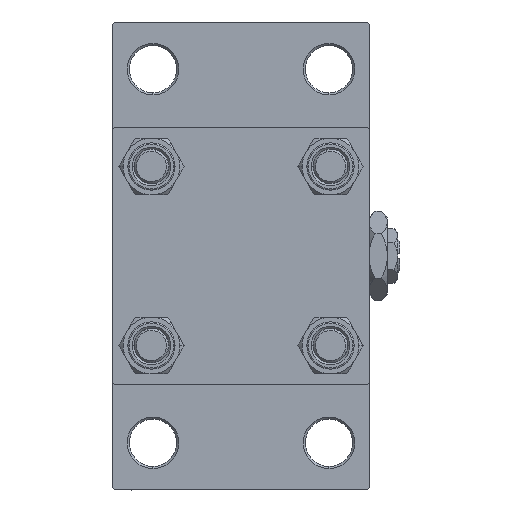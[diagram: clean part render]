
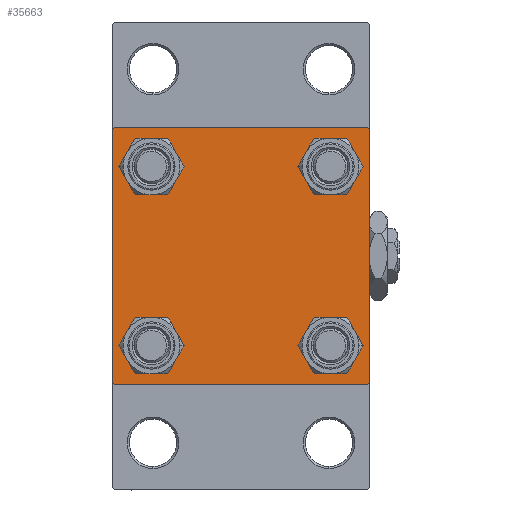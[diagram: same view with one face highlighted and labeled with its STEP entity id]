
A CAD part, left-side view. The second image highlights one B-rep face of the part: STEP entity #35663.
In plain terms, the highlighted planar face has unit normal (-1, 0, 0).
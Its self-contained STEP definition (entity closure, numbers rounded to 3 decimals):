
#252 = DIRECTION ( 'NONE',  ( 0., 0., 1. ) ) ;
#264 = DIRECTION ( 'NONE',  ( 1., 0., 0. ) ) ;
#748 = LINE ( 'NONE', #3987, #15154 ) ;
#804 = LINE ( 'NONE', #3800, #10377 ) ;
#2017 = EDGE_CURVE ( 'NONE', #9723, #33240, #21614, .T. ) ;
#2078 = VERTEX_POINT ( 'NONE', #45223 ) ;
#2389 = VERTEX_POINT ( 'NONE', #43956 ) ;
#2560 = DIRECTION ( 'NONE',  ( 0., 0., 1. ) ) ;
#2716 = VERTEX_POINT ( 'NONE', #48557 ) ;
#2933 = CARTESIAN_POINT ( 'NONE',  ( 0., -30., 29.5 ) ) ;
#3137 = DIRECTION ( 'NONE',  ( 0., 0., 1. ) ) ;
#3180 = EDGE_CURVE ( 'NONE', #2078, #36150, #15294, .T. ) ;
#3610 = CIRCLE ( 'NONE', #6765, 4.5 ) ;
#3800 = CARTESIAN_POINT ( 'NONE',  ( 0., 29.75, -29.75 ) ) ;
#3949 = DIRECTION ( 'NONE',  ( 1., 0., 0. ) ) ;
#3987 = CARTESIAN_POINT ( 'NONE',  ( 0., 29.75, 29.75 ) ) ;
#4093 = AXIS2_PLACEMENT_3D ( 'NONE', #40282, #44258, #3137 ) ;
#4726 = CARTESIAN_POINT ( 'NONE',  ( 0., -20.85, -20.85 ) ) ;
#5967 = CARTESIAN_POINT ( 'NONE',  ( 0., 20.85, -25.35 ) ) ;
#6044 = ORIENTED_EDGE ( 'NONE', *, *, #18830, .T. ) ;
#6301 = DIRECTION ( 'NONE',  ( 0., 0., 1. ) ) ;
#6765 = AXIS2_PLACEMENT_3D ( 'NONE', #7622, #11614, #49220 ) ;
#7184 = LINE ( 'NONE', #11910, #17918 ) ;
#7622 = CARTESIAN_POINT ( 'NONE',  ( 0., 20.85, -20.85 ) ) ;
#7655 = EDGE_LOOP ( 'NONE', ( #16861, #32199, #9620, #46716, #12841, #14180, #46122, #25020 ) ) ;
#8047 = CARTESIAN_POINT ( 'NONE',  ( 0., 30., -30. ) ) ;
#8231 = DIRECTION ( 'NONE',  ( 0., 0., 1. ) ) ;
#9620 = ORIENTED_EDGE ( 'NONE', *, *, #10154, .T. ) ;
#9723 = VERTEX_POINT ( 'NONE', #19697 ) ;
#9935 = AXIS2_PLACEMENT_3D ( 'NONE', #17758, #17271, #2560 ) ;
#10154 = EDGE_CURVE ( 'NONE', #2716, #34080, #41444, .T. ) ;
#10377 = VECTOR ( 'NONE', #19738, 1000. ) ;
#10489 = VECTOR ( 'NONE', #27252, 1000. ) ;
#10812 = CARTESIAN_POINT ( 'NONE',  ( 0., -30., 30. ) ) ;
#10960 = FACE_BOUND ( 'NONE', #31562, .T. ) ;
#11172 = VECTOR ( 'NONE', #48718, 1000. ) ;
#11614 = DIRECTION ( 'NONE',  ( 1., 0., 0. ) ) ;
#11673 = DIRECTION ( 'NONE',  ( 0., 0., 1. ) ) ;
#11910 = CARTESIAN_POINT ( 'NONE',  ( 0., 30., 30. ) ) ;
#12007 = LINE ( 'NONE', #27188, #21636 ) ;
#12137 = AXIS2_PLACEMENT_3D ( 'NONE', #20282, #35489, #6301 ) ;
#12475 = DIRECTION ( 'NONE',  ( 0., 0.707, -0.707 ) ) ;
#12841 = ORIENTED_EDGE ( 'NONE', *, *, #25641, .F. ) ;
#13278 = VERTEX_POINT ( 'NONE', #13392 ) ;
#13392 = CARTESIAN_POINT ( 'NONE',  ( 0., 20.85, -16.35 ) ) ;
#14146 = ORIENTED_EDGE ( 'NONE', *, *, #26570, .T. ) ;
#14180 = ORIENTED_EDGE ( 'NONE', *, *, #40786, .T. ) ;
#14446 = FACE_OUTER_BOUND ( 'NONE', #7655, .T. ) ;
#15154 = VECTOR ( 'NONE', #12475, 1000. ) ;
#15175 = EDGE_CURVE ( 'NONE', #39676, #2716, #804, .T. ) ;
#15294 = CIRCLE ( 'NONE', #12137, 4.5 ) ;
#15523 = DIRECTION ( 'NONE',  ( 0., -1., 0. ) ) ;
#16248 = VERTEX_POINT ( 'NONE', #5967 ) ;
#16861 = ORIENTED_EDGE ( 'NONE', *, *, #46049, .T. ) ;
#17174 = VERTEX_POINT ( 'NONE', #31818 ) ;
#17271 = DIRECTION ( 'NONE',  ( 1., 0., 0. ) ) ;
#17547 = ORIENTED_EDGE ( 'NONE', *, *, #2017, .T. ) ;
#17758 = CARTESIAN_POINT ( 'NONE',  ( 0., -20.85, 20.85 ) ) ;
#17918 = VECTOR ( 'NONE', #46023, 1000. ) ;
#18202 = EDGE_LOOP ( 'NONE', ( #39514, #28292 ) ) ;
#18527 = DIRECTION ( 'NONE',  ( 0., 0., -1. ) ) ;
#18826 = CARTESIAN_POINT ( 'NONE',  ( 0., -29.75, 29.75 ) ) ;
#18830 = EDGE_CURVE ( 'NONE', #33240, #9723, #39824, .T. ) ;
#18847 = EDGE_CURVE ( 'NONE', #21394, #24319, #748, .T. ) ;
#18903 = CARTESIAN_POINT ( 'NONE',  ( 0., 20.85, 20.85 ) ) ;
#19070 = ORIENTED_EDGE ( 'NONE', *, *, #46426, .T. ) ;
#19697 = CARTESIAN_POINT ( 'NONE',  ( 0., -20.85, -16.35 ) ) ;
#19738 = DIRECTION ( 'NONE',  ( 0., -0.707, -0.707 ) ) ;
#20260 = CARTESIAN_POINT ( 'NONE',  ( 0., 20.85, -20.85 ) ) ;
#20282 = CARTESIAN_POINT ( 'NONE',  ( 0., 20.85, 20.85 ) ) ;
#20381 = EDGE_CURVE ( 'NONE', #36150, #2078, #33684, .T. ) ;
#21270 = CIRCLE ( 'NONE', #34782, 4.5 ) ;
#21283 = VERTEX_POINT ( 'NONE', #2933 ) ;
#21394 = VERTEX_POINT ( 'NONE', #37063 ) ;
#21614 = CIRCLE ( 'NONE', #4093, 4.5 ) ;
#21636 = VECTOR ( 'NONE', #33707, 1000. ) ;
#24238 = DIRECTION ( 'NONE',  ( 0., 0., 1. ) ) ;
#24319 = VERTEX_POINT ( 'NONE', #45800 ) ;
#25020 = ORIENTED_EDGE ( 'NONE', *, *, #18847, .T. ) ;
#25641 = EDGE_CURVE ( 'NONE', #21283, #42937, #44926, .T. ) ;
#25962 = EDGE_CURVE ( 'NONE', #2389, #17174, #44135, .T. ) ;
#26138 = FACE_BOUND ( 'NONE', #37446, .T. ) ;
#26570 = EDGE_CURVE ( 'NONE', #17174, #2389, #31416, .T. ) ;
#27188 = CARTESIAN_POINT ( 'NONE',  ( 0., 30., 30. ) ) ;
#27228 = CARTESIAN_POINT ( 'NONE',  ( 0., -20.85, -25.35 ) ) ;
#27252 = DIRECTION ( 'NONE',  ( 0., -0.707, 0.707 ) ) ;
#27382 = DIRECTION ( 'NONE',  ( 0., 0., 1. ) ) ;
#27713 = AXIS2_PLACEMENT_3D ( 'NONE', #45561, #34371, #27382 ) ;
#28292 = ORIENTED_EDGE ( 'NONE', *, *, #3180, .T. ) ;
#28691 = CARTESIAN_POINT ( 'NONE',  ( 0., -30., -29.5 ) ) ;
#28696 = AXIS2_PLACEMENT_3D ( 'NONE', #4726, #46580, #252 ) ;
#29774 = CARTESIAN_POINT ( 'NONE',  ( 0., -29.5, 30. ) ) ;
#30522 = CARTESIAN_POINT ( 'NONE',  ( 0., -29.75, -29.75 ) ) ;
#31007 = LINE ( 'NONE', #30522, #10489 ) ;
#31416 = CIRCLE ( 'NONE', #9935, 4.5 ) ;
#31562 = EDGE_LOOP ( 'NONE', ( #39230, #14146 ) ) ;
#31818 = CARTESIAN_POINT ( 'NONE',  ( 0., -20.85, 16.35 ) ) ;
#32104 = AXIS2_PLACEMENT_3D ( 'NONE', #18903, #3949, #11673 ) ;
#32175 = EDGE_CURVE ( 'NONE', #16248, #13278, #21270, .T. ) ;
#32199 = ORIENTED_EDGE ( 'NONE', *, *, #15175, .T. ) ;
#32956 = VECTOR ( 'NONE', #18527, 1000. ) ;
#33240 = VERTEX_POINT ( 'NONE', #27228 ) ;
#33391 = FACE_BOUND ( 'NONE', #42674, .T. ) ;
#33684 = CIRCLE ( 'NONE', #32104, 4.5 ) ;
#33707 = DIRECTION ( 'NONE',  ( 0., -1., 0. ) ) ;
#34080 = VERTEX_POINT ( 'NONE', #41703 ) ;
#34371 = DIRECTION ( 'NONE',  ( -1., 0., 0. ) ) ;
#34782 = AXIS2_PLACEMENT_3D ( 'NONE', #20260, #46896, #24238 ) ;
#35489 = DIRECTION ( 'NONE',  ( 1., 0., 0. ) ) ;
#35536 = CARTESIAN_POINT ( 'NONE',  ( 0., 20.85, 25.35 ) ) ;
#35663 = ADVANCED_FACE ( 'NONE', ( #10960, #33391, #26138, #48567, #14446 ), #41338, .T. ) ;
#36150 = VERTEX_POINT ( 'NONE', #35536 ) ;
#36364 = CARTESIAN_POINT ( 'NONE',  ( 0., 30., -29.5 ) ) ;
#37063 = CARTESIAN_POINT ( 'NONE',  ( 0., 29.5, 30. ) ) ;
#37446 = EDGE_LOOP ( 'NONE', ( #19070, #42532 ) ) ;
#38591 = VECTOR ( 'NONE', #15523, 1000. ) ;
#39230 = ORIENTED_EDGE ( 'NONE', *, *, #25962, .T. ) ;
#39514 = ORIENTED_EDGE ( 'NONE', *, *, #20381, .T. ) ;
#39676 = VERTEX_POINT ( 'NONE', #36364 ) ;
#39824 = CIRCLE ( 'NONE', #28696, 4.5 ) ;
#40282 = CARTESIAN_POINT ( 'NONE',  ( 0., -20.85, -20.85 ) ) ;
#40786 = EDGE_CURVE ( 'NONE', #21283, #48001, #45461, .T. ) ;
#41338 = PLANE ( 'NONE',  #27713 ) ;
#41444 = LINE ( 'NONE', #8047, #38591 ) ;
#41703 = CARTESIAN_POINT ( 'NONE',  ( 0., -29.5, -30. ) ) ;
#41742 = AXIS2_PLACEMENT_3D ( 'NONE', #46589, #264, #8231 ) ;
#42532 = ORIENTED_EDGE ( 'NONE', *, *, #32175, .T. ) ;
#42674 = EDGE_LOOP ( 'NONE', ( #17547, #6044 ) ) ;
#42937 = VERTEX_POINT ( 'NONE', #28691 ) ;
#43386 = EDGE_CURVE ( 'NONE', #34080, #42937, #31007, .T. ) ;
#43860 = EDGE_CURVE ( 'NONE', #21394, #48001, #12007, .T. ) ;
#43956 = CARTESIAN_POINT ( 'NONE',  ( 0., -20.85, 25.35 ) ) ;
#44135 = CIRCLE ( 'NONE', #41742, 4.5 ) ;
#44258 = DIRECTION ( 'NONE',  ( 1., 0., 0. ) ) ;
#44926 = LINE ( 'NONE', #10812, #32956 ) ;
#45223 = CARTESIAN_POINT ( 'NONE',  ( 0., 20.85, 16.35 ) ) ;
#45461 = LINE ( 'NONE', #18826, #11172 ) ;
#45561 = CARTESIAN_POINT ( 'NONE',  ( 0., 0., 0. ) ) ;
#45800 = CARTESIAN_POINT ( 'NONE',  ( 0., 30., 29.5 ) ) ;
#46023 = DIRECTION ( 'NONE',  ( 0., 0., -1. ) ) ;
#46049 = EDGE_CURVE ( 'NONE', #24319, #39676, #7184, .T. ) ;
#46122 = ORIENTED_EDGE ( 'NONE', *, *, #43860, .F. ) ;
#46426 = EDGE_CURVE ( 'NONE', #13278, #16248, #3610, .T. ) ;
#46580 = DIRECTION ( 'NONE',  ( 1., 0., 0. ) ) ;
#46589 = CARTESIAN_POINT ( 'NONE',  ( 0., -20.85, 20.85 ) ) ;
#46716 = ORIENTED_EDGE ( 'NONE', *, *, #43386, .T. ) ;
#46896 = DIRECTION ( 'NONE',  ( 1., 0., 0. ) ) ;
#48001 = VERTEX_POINT ( 'NONE', #29774 ) ;
#48557 = CARTESIAN_POINT ( 'NONE',  ( 0., 29.5, -30. ) ) ;
#48567 = FACE_BOUND ( 'NONE', #18202, .T. ) ;
#48718 = DIRECTION ( 'NONE',  ( 0., 0.707, 0.707 ) ) ;
#49220 = DIRECTION ( 'NONE',  ( 0., 0., 1. ) ) ;
